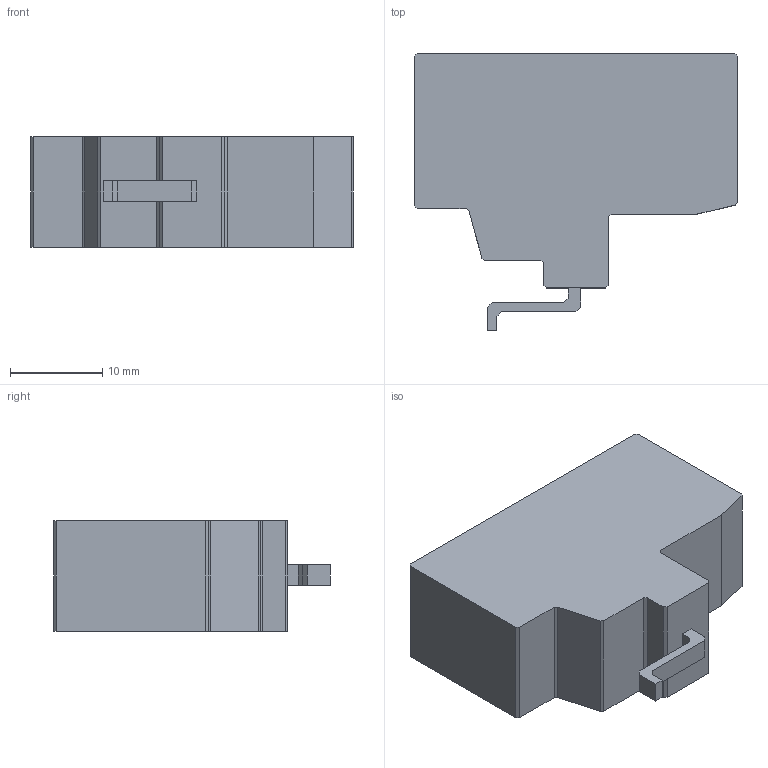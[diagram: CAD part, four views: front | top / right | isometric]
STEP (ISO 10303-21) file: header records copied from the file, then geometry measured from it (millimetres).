
FILE_DESCRIPTION((''),'2;1');
FILE_NAME('3d_11G325.stp','2012-10-03T13:01:27',(''),(''),'Mechanical Desktop 2011','Mechanical Desktop 2011',', , ');
FILE_SCHEMA(('CONFIG_CONTROL_DESIGN'));
Length unit declared in the file: millimetre
Products named in the file (1): Product
Bounding box: 35 x 30.02 x 12 mm (x, y, z)
Volume: 8379.3 mm3; surface area: 2887 mm2
Topology: 2 solids, 2 shells, 38 faces, 102 edges, 68 vertices
Faces by surface type: plane 38
Entity records: 1259 total; most frequent: CARTESIAN_POINT 209, ORIENTED_EDGE 204, DIRECTION 180, VECTOR 102, LINE 102, EDGE_CURVE 102, VERTEX_POINT 68, AXIS2_PLACEMENT_3D 39
